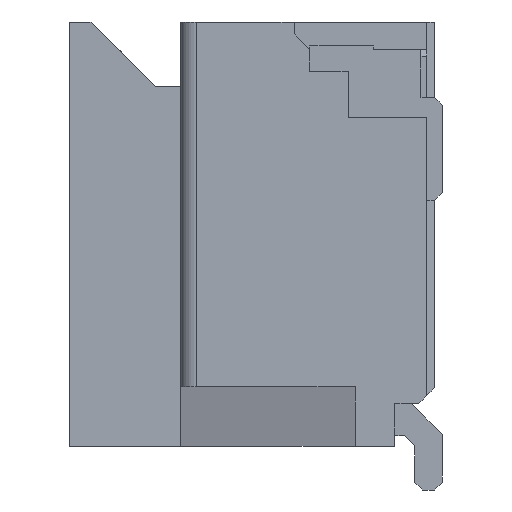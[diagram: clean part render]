
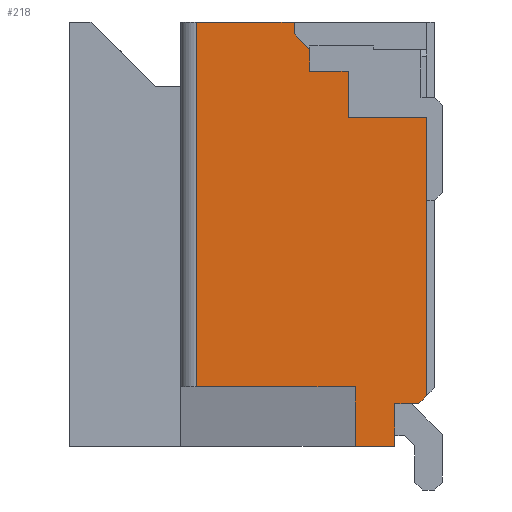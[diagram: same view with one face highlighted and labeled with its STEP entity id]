
A CAD part, left-side view. The second image highlights one B-rep face of the part: STEP entity #218.
In plain terms, the highlighted planar face has unit normal (-1, 0, 0).
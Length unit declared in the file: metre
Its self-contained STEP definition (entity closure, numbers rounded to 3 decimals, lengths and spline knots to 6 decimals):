
#218 = ADVANCED_FACE( '', ( #713 ), #714, .T. );
#713 = FACE_OUTER_BOUND( '', #1348, .T. );
#714 = PLANE( '', #1349 );
#1348 = EDGE_LOOP( '', ( #3198, #3199, #3200, #3201, #3202, #3203, #3204, #3205, #3206, #3207, #3208, #3209, #3210, #3211, #3212 ) );
#1349 = AXIS2_PLACEMENT_3D( '', #3213, #3214, #3215 );
#3198 = ORIENTED_EDGE( '', *, *, #4962, .T. );
#3199 = ORIENTED_EDGE( '', *, *, #5045, .F. );
#3200 = ORIENTED_EDGE( '', *, *, #5046, .F. );
#3201 = ORIENTED_EDGE( '', *, *, #4703, .T. );
#3202 = ORIENTED_EDGE( '', *, *, #4547, .F. );
#3203 = ORIENTED_EDGE( '', *, *, #5047, .T. );
#3204 = ORIENTED_EDGE( '', *, *, #5048, .F. );
#3205 = ORIENTED_EDGE( '', *, *, #5036, .T. );
#3206 = ORIENTED_EDGE( '', *, *, #5049, .T. );
#3207 = ORIENTED_EDGE( '', *, *, #5050, .T. );
#3208 = ORIENTED_EDGE( '', *, *, #5051, .T. );
#3209 = ORIENTED_EDGE( '', *, *, #4629, .T. );
#3210 = ORIENTED_EDGE( '', *, *, #4640, .F. );
#3211 = ORIENTED_EDGE( '', *, *, #4654, .T. );
#3212 = ORIENTED_EDGE( '', *, *, #4700, .T. );
#3213 = CARTESIAN_POINT( '', ( -0.0065, 0.0016, -0.002675 ) );
#3214 = DIRECTION( '', ( -1., 0., 0. ) );
#3215 = DIRECTION( '', ( 0., 0., 1. ) );
#4547 = EDGE_CURVE( '', #5639, #5641, #5642, .T. );
#4629 = EDGE_CURVE( '', #5792, #5790, #5793, .T. );
#4640 = EDGE_CURVE( '', #5811, #5790, #5812, .T. );
#4654 = EDGE_CURVE( '', #5811, #5833, #5835, .T. );
#4700 = EDGE_CURVE( '', #5833, #5914, #5915, .T. );
#4703 = EDGE_CURVE( '', #5919, #5641, #5920, .T. );
#4962 = EDGE_CURVE( '', #5914, #6338, #6340, .T. );
#5036 = EDGE_CURVE( '', #6449, #6446, #6450, .T. );
#5045 = EDGE_CURVE( '', #6464, #6338, #6465, .T. );
#5046 = EDGE_CURVE( '', #5919, #6464, #6466, .T. );
#5047 = EDGE_CURVE( '', #5639, #6467, #6468, .T. );
#5048 = EDGE_CURVE( '', #6449, #6467, #6469, .T. );
#5049 = EDGE_CURVE( '', #6446, #6470, #6471, .T. );
#5050 = EDGE_CURVE( '', #6470, #6472, #6473, .T. );
#5051 = EDGE_CURVE( '', #6472, #5792, #6474, .T. );
#5639 = VERTEX_POINT( '', #7325 );
#5641 = VERTEX_POINT( '', #7328 );
#5642 = LINE( '', #7329, #7330 );
#5790 = VERTEX_POINT( '', #7558 );
#5792 = VERTEX_POINT( '', #7561 );
#5793 = LINE( '', #7562, #7563 );
#5811 = VERTEX_POINT( '', #7589 );
#5812 = LINE( '', #7590, #7591 );
#5833 = VERTEX_POINT( '', #7624 );
#5835 = LINE( '', #7626, #7627 );
#5914 = VERTEX_POINT( '', #7750 );
#5915 = LINE( '', #7751, #7752 );
#5919 = VERTEX_POINT( '', #7757 );
#5920 = LINE( '', #7758, #7759 );
#6338 = VERTEX_POINT( '', #8432 );
#6340 = LINE( '', #8435, #8436 );
#6446 = VERTEX_POINT( '', #8612 );
#6449 = VERTEX_POINT( '', #8616 );
#6450 = LINE( '', #8617, #8618 );
#6464 = VERTEX_POINT( '', #8640 );
#6465 = LINE( '', #8641, #8642 );
#6466 = LINE( '', #8643, #8644 );
#6467 = VERTEX_POINT( '', #8645 );
#6468 = LINE( '', #8646, #8647 );
#6469 = LINE( '', #8648, #8649 );
#6470 = VERTEX_POINT( '', #8650 );
#6471 = LINE( '', #8651, #8652 );
#6472 = VERTEX_POINT( '', #8653 );
#6473 = LINE( '', #8654, #8655 );
#6474 = LINE( '', #8656, #8657 );
#7325 = CARTESIAN_POINT( '', ( -0.0065, -0.0014, -0.002135 ) );
#7328 = CARTESIAN_POINT( '', ( -0.0065, -0.0011, -0.002135 ) );
#7329 = CARTESIAN_POINT( '', ( -0.0065, -0.0014, -0.002135 ) );
#7330 = VECTOR( '', #9185, 1. );
#7558 = CARTESIAN_POINT( '', ( -0.0065, 0.00017, 0.002525 ) );
#7561 = CARTESIAN_POINT( '', ( -0.0065, -0.00003, 0.002325 ) );
#7562 = CARTESIAN_POINT( '', ( -0.0065, -0.00003, 0.002325 ) );
#7563 = VECTOR( '', #9267, 1. );
#7589 = CARTESIAN_POINT( '', ( -0.0065, 0.00017, 0.002675 ) );
#7590 = CARTESIAN_POINT( '', ( -0.0065, 0.00017, 0.002675 ) );
#7591 = VECTOR( '', #9282, 1. );
#7624 = CARTESIAN_POINT( '', ( -0.0065, 0.0014, 0.002675 ) );
#7626 = CARTESIAN_POINT( '', ( -0.0065, 0.00017, 0.002675 ) );
#7627 = VECTOR( '', #9298, 1. );
#7750 = CARTESIAN_POINT( '', ( -0.0065, 0.0014, -0.001925 ) );
#7751 = CARTESIAN_POINT( '', ( -0.0065, 0.0014, 0.002675 ) );
#7752 = VECTOR( '', #9346, 1. );
#7757 = CARTESIAN_POINT( '', ( -0.0065, -0.0011, -0.002675 ) );
#7758 = CARTESIAN_POINT( '', ( -0.0065, -0.0011, -0.002675 ) );
#7759 = VECTOR( '', #9351, 1. );
#8432 = CARTESIAN_POINT( '', ( -0.0065, -0.0006, -0.001925 ) );
#8435 = CARTESIAN_POINT( '', ( -0.0065, 0.0014, -0.001925 ) );
#8436 = VECTOR( '', #9614, 1. );
#8612 = CARTESIAN_POINT( '', ( -0.0065, -0.00051, 0.001475 ) );
#8616 = CARTESIAN_POINT( '', ( -0.0065, -0.0015, 0.001475 ) );
#8617 = CARTESIAN_POINT( '', ( -0.0065, -0.0015, 0.001475 ) );
#8618 = VECTOR( '', #9692, 1. );
#8640 = CARTESIAN_POINT( '', ( -0.0065, -0.0006, -0.002675 ) );
#8641 = CARTESIAN_POINT( '', ( -0.0065, -0.0006, -0.002675 ) );
#8642 = VECTOR( '', #9701, 1. );
#8643 = CARTESIAN_POINT( '', ( -0.0065, -0.0011, -0.002675 ) );
#8644 = VECTOR( '', #9702, 1. );
#8645 = CARTESIAN_POINT( '', ( -0.0065, -0.0015, -0.002035 ) );
#8646 = CARTESIAN_POINT( '', ( -0.0065, -0.0014, -0.002135 ) );
#8647 = VECTOR( '', #9703, 1. );
#8648 = CARTESIAN_POINT( '', ( -0.0065, -0.0015, 0.001475 ) );
#8649 = VECTOR( '', #9704, 1. );
#8650 = CARTESIAN_POINT( '', ( -0.0065, -0.00051, 0.002055 ) );
#8651 = CARTESIAN_POINT( '', ( -0.0065, -0.00051, 0.001475 ) );
#8652 = VECTOR( '', #9705, 1. );
#8653 = CARTESIAN_POINT( '', ( -0.0065, -0.00003, 0.002055 ) );
#8654 = CARTESIAN_POINT( '', ( -0.0065, -0.00051, 0.002055 ) );
#8655 = VECTOR( '', #9706, 1. );
#8656 = CARTESIAN_POINT( '', ( -0.0065, -0.00003, 0.002055 ) );
#8657 = VECTOR( '', #9707, 1. );
#9185 = DIRECTION( '', ( 0., 1., 0. ) );
#9267 = DIRECTION( '', ( 0., 0.707, 0.707 ) );
#9282 = DIRECTION( '', ( 0., 0., -1. ) );
#9298 = DIRECTION( '', ( 0., 1., 0. ) );
#9346 = DIRECTION( '', ( 0., 0., -1. ) );
#9351 = DIRECTION( '', ( 0., 0., 1. ) );
#9614 = DIRECTION( '', ( 0., -1., 0. ) );
#9692 = DIRECTION( '', ( 0., 1., 0. ) );
#9701 = DIRECTION( '', ( 0., 0., 1. ) );
#9702 = DIRECTION( '', ( 0., 1., 0. ) );
#9703 = DIRECTION( '', ( 0., -0.707, 0.707 ) );
#9704 = DIRECTION( '', ( 0., 0., -1. ) );
#9705 = DIRECTION( '', ( 0., 0., 1. ) );
#9706 = DIRECTION( '', ( 0., 1., 0. ) );
#9707 = DIRECTION( '', ( 0., 0., 1. ) );
